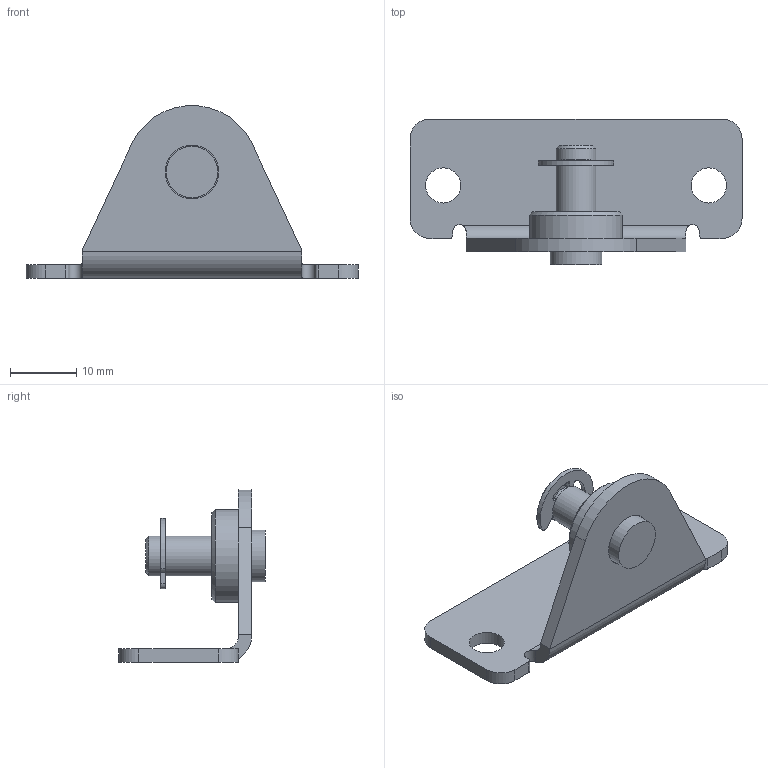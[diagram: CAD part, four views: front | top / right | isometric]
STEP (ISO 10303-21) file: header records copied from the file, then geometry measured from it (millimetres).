
FILE_DESCRIPTION(/* description */ ('Beschlag'),/* implementation_level */ '2;1');
FILE_NAME(/* name */ 'BA30-Z06.stp',/* time_stamp */ '2016-02-02T15:24:13+01:00',/* author */ ('DLamberti'),/* organization */ (''),/* preprocessor_version */ 'ST-DEVELOPER v16.1',/* originating_system */ 'Autodesk Inventor 2016',/* authorisation */ '');
FILE_SCHEMA (('AUTOMOTIVE_DESIGN { 1 0 10303 214 3 1 1 }'));
Length unit declared in the file: millimetre
Products named in the file (4): ENG-005808; ENG-004954; ENG-000387; ENG-007601
Assembly tree (3 placements, depth 2):
  ENG-007601
    ENG-005808
    ENG-004954
    ENG-000387
Bounding box: 50 x 22 x 25.96 mm (x, y, z)
Volume: 3851 mm3; surface area: 4095.1 mm2
Topology: 3 solids, 3 shells, 64 faces, 160 edges, 106 vertices
Faces by surface type: cylinder 33, plane 29, cone 2
Full cylindrical faces by diameter (mm): 5 x1, 5.3 x2, 6 x2, 7.8 x1, 8.1 x1, 14 x1
Entity records: 2011 total; most frequent: DIRECTION 356, CARTESIAN_POINT 355, ORIENTED_EDGE 300, EDGE_CURVE 150, AXIS2_PLACEMENT_3D 139, VERTEX_POINT 106, EDGE_LOOP 84, LINE 78
